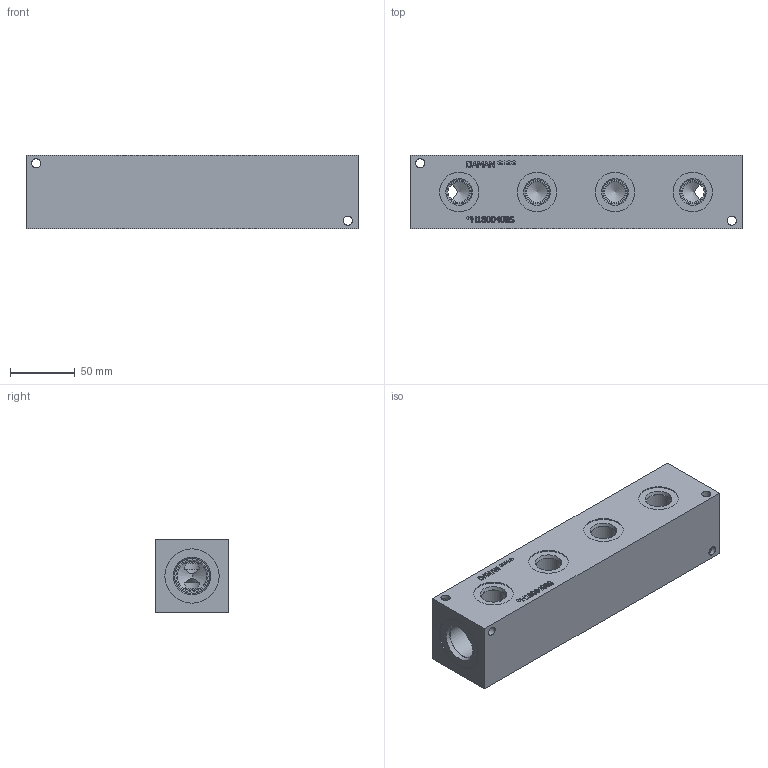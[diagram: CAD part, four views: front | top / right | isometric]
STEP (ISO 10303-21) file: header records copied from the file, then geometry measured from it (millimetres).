
FILE_DESCRIPTION(/* description */ (''),/* implementation_level */ '2;1');
FILE_NAME(/* name */ '_H1800408S.stp',/* time_stamp */ '2022-06-13T15:55:08-04:00',/* author */ ('bobbyh'),/* organization */ (''),/* preprocessor_version */ 'ST-DEVELOPER v18',/* originating_system */ 'Autodesk Inventor 2020',/* authorisation */ '');
FILE_SCHEMA (('AUTOMOTIVE_DESIGN { 1 0 10303 214 3 1 1 }'));
Length unit declared in the file: millimetre
Products named in the file (1): Part_+H1800408S_3D
Bounding box: 257.18 x 57.15 x 57.15 mm (x, y, z)
Volume: 741712.3 mm3; surface area: 84546.7 mm2
Topology: 1 solids, 1 shells, 438 faces, 1210 edges, 812 vertices
Faces by surface type: plane 241, bspline 99, cylinder 58, cone 40
Full cylindrical faces by diameter (mm): 7.137 x8, 15.875 x4, 17.501 x8, 19.05 x8, 19.253 x8, 23.012 x2, 24.917 x2, 26.99 x1, 27 x1, 27.432 x2, 30.632 x8, 42.037 x2
Entity records: 15011 total; most frequent: CARTESIAN_POINT 3998, ORIENTED_EDGE 2400, DIRECTION 1856, EDGE_CURVE 1200, VERTEX_POINT 812, LINE 756, VECTOR 756, AXIS2_PLACEMENT_3D 550
